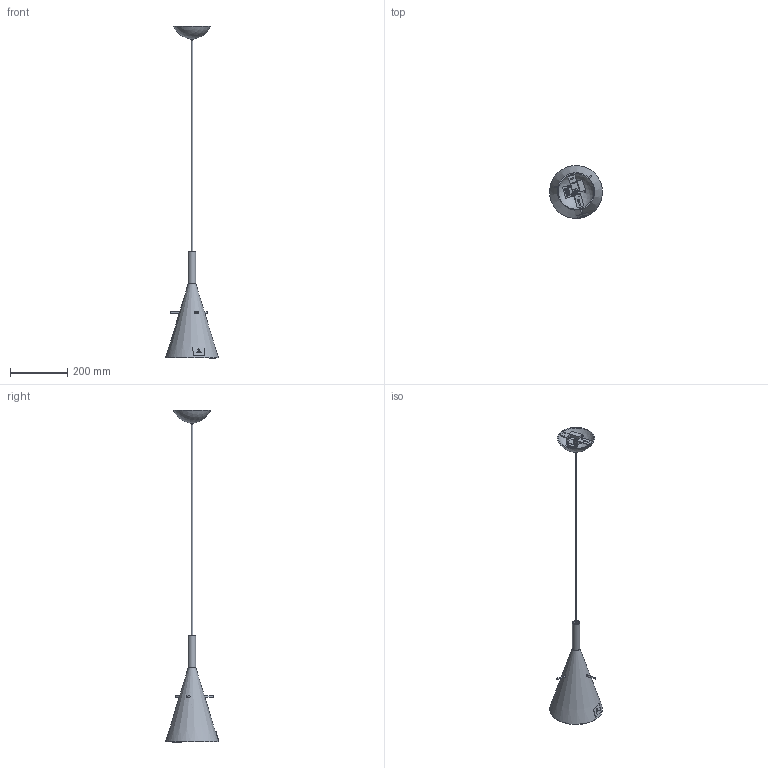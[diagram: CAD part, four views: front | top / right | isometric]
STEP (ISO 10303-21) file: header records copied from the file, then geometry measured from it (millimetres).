
FILE_DESCRIPTION(/* description */ (''),/* implementation_level */ '2;1');
FILE_NAME(/* name */ 'F333780XXXXXLE.stp',/* time_stamp */ '2020-01-20T14:40:26+01:00',/* author */ ('sghezzi'),/* organization */ (''),/* preprocessor_version */ 'ST-DEVELOPER v17.2',/* originating_system */ 'Autodesk Inventor 2019',/* authorisation */ '');
FILE_SCHEMA (('AUTOMOTIVE_DESIGN { 1 0 10303 214 3 1 1 }'));
Length unit declared in the file: millimetre
Products named in the file (36): F333780XXXXXLE; 005340200; 002331401; 007330003; 007330020; 007330021; 065006202; 030023010; 064001001; 007348511; 007434210; 063022100; 062009000; 007434200; 006600329; 005426810; 003434210; 009434230; 003419606; 006510070; 006365500; 060009000; 003329105; 065011003; 006411950; 003434201; 006802010; 058001000; 005394710; SP7600246; 066002100; 050003000; 063017001; 006374000; 005384200; 009428320
Assembly tree (50 placements, depth 2):
  F333780XXXXXLE
    005340200
    002331401
    007330003
    007330020  x3
    007330021
    065006202
    030023010
    064001001
    007348511
    063022100  x2
    007434210
    060009000  x3
    062009000
    007434200
    006600329  x2
    005426810
    003434210
    009434230
    003419606
    006510070
    006365500
    003329105  x2
    065011003  x3
    006411950  x3
    003434201
    006802010  x3
    058001000
    050003000  x2
    005394710
    SP7600246
    063017001  x2
    066002100
    006374000
    005384200
    009428320
Bounding box: 184.66 x 184.66 x 1158 mm (x, y, z)
Volume: 524624 mm3; surface area: 477985.1 mm2
Topology: 52 solids, 52 shells, 1864 faces, 5121 edges, 3399 vertices
Faces by surface type: plane 1112, cylinder 583, bspline 114, cone 34, torus 14, sphere 7
Full cylindrical faces by diameter (mm): 0.337 x1, 0.538 x1, 1.5 x1, 1.7 x2, 2.459 x4, 2.5 x6, 3 x6, 3.2 x3, 3.242 x3, 3.5 x1, 4 x3, 4.134 x3, 4.2 x4, 4.3 x1, 4.4 x2, 5 x6, 5.2 x2, 5.5 x3, 5.6 x3, 5.9 x1, 5.917 x1, 7 x7, 7.2 x1, 7.5 x1, 7.6 x2, 7.7 x2, 8 x1, 8.376 x3, 8.917 x1, 9 x1
Entity records: 66728 total; most frequent: CARTESIAN_POINT 21127, ORIENTED_EDGE 9294, DIRECTION 9112, EDGE_CURVE 4647, AXIS2_PLACEMENT_3D 3124, VERTEX_POINT 3110, LINE 2864, VECTOR 2864
